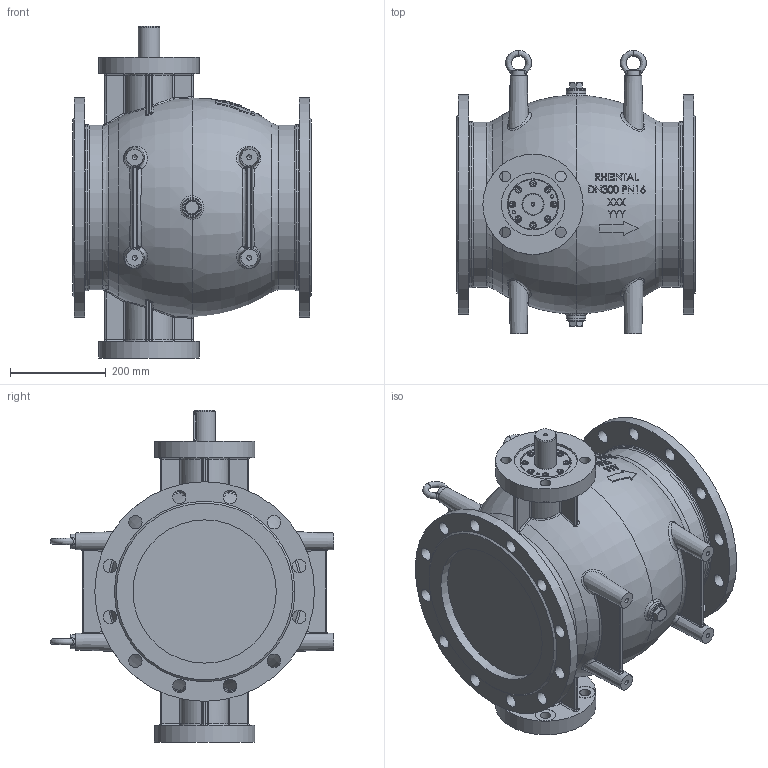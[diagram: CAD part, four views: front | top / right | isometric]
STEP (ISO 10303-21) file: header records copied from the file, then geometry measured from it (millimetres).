
FILE_DESCRIPTION (( 'STEP AP203' ), '1' );
FILE_NAME ('DN300PN16.STEP', '2026-03-04T09:01:48', ( '' ), ( '' ), 'SwSTEP 2.0', 'SolidWorks 2025', '' );
FILE_SCHEMA (( 'CONFIG_CONTROL_DESIGN' ));
Length unit declared in the file: millimetre
Products named in the file (10): Gland.STEP; B18.3.1M - 8 x 1.25 x 20 Hex SHCS -- 20NHX_B18.3.1M - 8 x 1.25 x 20 Hex SHCS -- 20NHX.STEP; NDE cover.STEP; SHAFT GUIDE BUSH_Standard.STEP; Eyebolt DIN 358-M12-C_Eyebolt DIN 358-M12-C.STEP; BODY DN 300 PN 16 FINAL_03_machined.STEP; DN300PN16; Stem.STEP; 8 DN 200 Drin Plug.STEP; DN300PN16 ASSEMBLY.STEP
Assembly tree (28 placements, depth 3):
  DN300PN16
    DN300PN16 ASSEMBLY.STEP
      BODY DN 300 PN 16 FINAL_03_machined.STEP
      SHAFT GUIDE BUSH_Standard.STEP
      Stem.STEP
      NDE cover.STEP
      Gland.STEP
      Eyebolt DIN 358-M12-C_Eyebolt DIN 358-M12-C.STEP  x4
      B18.3.1M - 8 x 1.25 x 20 Hex SHCS -- 20NHX_B18.3.1M - 8 x 1.25 x 20 Hex SHCS -- 20NHX.STEP  x16
      8 DN 200 Drin Plug.STEP  x2
Bounding box: 500 x 592.99 x 695 mm (x, y, z)
Volume: 68973739.7 mm3; surface area: 1903003.9 mm2
Topology: 27 solids, 27 shells, 1410 faces, 3292 edges, 2017 vertices
Faces by surface type: plane 588, cylinder 275, bspline 215, torus 159, cone 141, sphere 32
Full cylindrical faces by diameter (mm): 4.2 x1, 6.8 x22, 8 x18, 9 x16, 9.4 x4, 10.2 x8, 12 x4, 13 x16, 14 x16, 17.856 x2, 22 x8, 28 x24, 30 x6, 32 x2, 33 x2, 39 x2, 42 x8, 45 x1, 45.1 x3, 49.7 x2, 50 x2, 52 x1, 60 x3, 61.5 x2, 69.8 x1, 69.9 x4, 70 x2, 105 x2, 107 x2, 132 x2
Entity records: 56633 total; most frequent: CARTESIAN_POINT 34982, ORIENTED_EDGE 3990, DIRECTION 3795, EDGE_CURVE 1995, AXIS2_PLACEMENT_3D 1684, EDGE_LOOP 1471, VERTEX_POINT 1368, FACE_OUTER_BOUND 1191
